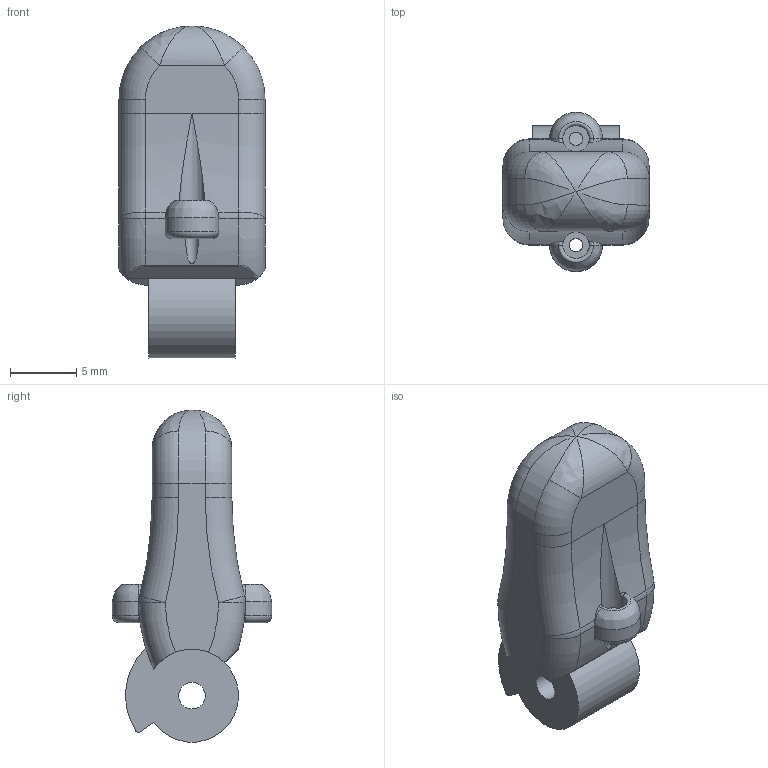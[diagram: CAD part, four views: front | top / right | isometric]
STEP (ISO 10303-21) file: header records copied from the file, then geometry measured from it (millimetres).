
FILE_DESCRIPTION(/* description */ (''),/* implementation_level */ '2;1');
FILE_NAME(/* name */ 'Distal Phalanx V.step',/* time_stamp */ '2022-08-07T18:17:40+01:00',/* author */ (''),/* organization */ (''),/* preprocessor_version */ 'ST-DEVELOPER v18.1',/* originating_system */ 'Autodesk Translation Framework v10.10.0.1391',/* authorisation */ '');
FILE_SCHEMA (('AUTOMOTIVE_DESIGN { 1 0 10303 214 3 1 1 }'));
Length unit declared in the file: millimetre
Products named in the file (1): Distal Phalanx V
Bounding box: 11 x 12 x 24.99 mm (x, y, z)
Volume: 1265.8 mm3; surface area: 1243.5 mm2
Topology: 1 solids, 2 shells, 122 faces, 312 edges, 188 vertices
Faces by surface type: cylinder 58, plane 28, torus 16, bspline 16, sphere 4
Full cylindrical faces by diameter (mm): 1 x2, 2 x3
Entity records: 4576 total; most frequent: CARTESIAN_POINT 1705, ORIENTED_EDGE 616, DIRECTION 568, EDGE_CURVE 308, AXIS2_PLACEMENT_3D 235, VERTEX_POINT 188, CIRCLE 128, EDGE_LOOP 126
